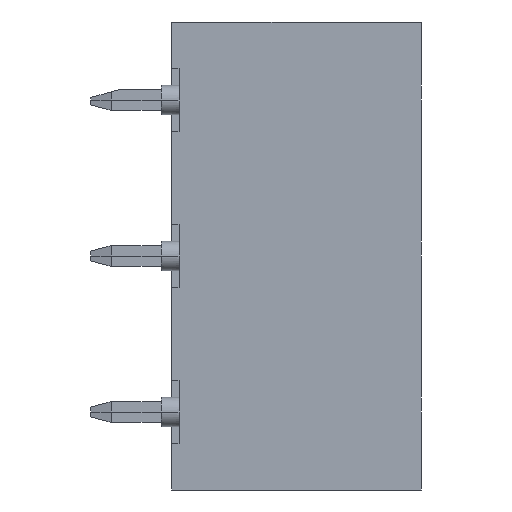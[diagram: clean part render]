
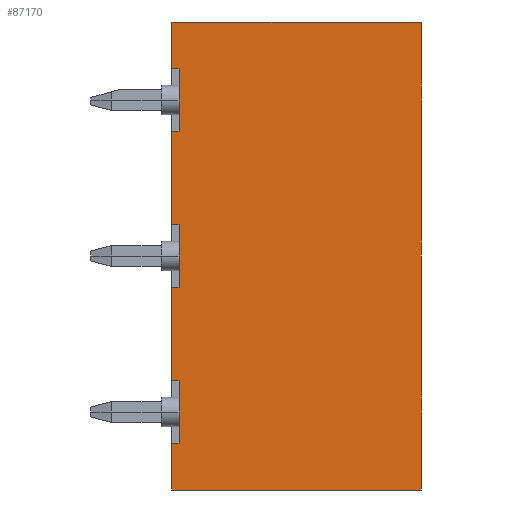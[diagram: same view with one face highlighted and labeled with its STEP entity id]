
A CAD part, front view. The second image highlights one B-rep face of the part: STEP entity #87170.
In plain terms, the highlighted planar face has unit normal (0, -1, 0).
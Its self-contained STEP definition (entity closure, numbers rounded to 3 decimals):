
#60=CARTESIAN_POINT('',(0.,37.773,
   3.75));
#70=DIRECTION('',(1.,0.,
   0.));
#80=VECTOR('',#70,1.);
#90=LINE('',#60,#80);
#100=CARTESIAN_POINT('',(36.627,37.773,
   3.75));
#110=VERTEX_POINT('',#100);
#120=CARTESIAN_POINT('',(48.627,37.773,
   3.75));
#130=VERTEX_POINT('',#120);
#140=EDGE_CURVE('',#110,#130,#90,.T.);
#12650=CARTESIAN_POINT('',(36.977,37.773
   ,-1.5));
#12660=VERTEX_POINT('',#12650);
#12830=CARTESIAN_POINT('',(36.977,37.773
   ,1.5));
#12840=VERTEX_POINT('',#12830);
#12870=CARTESIAN_POINT('',(36.977,37.773
   ,0.));
#12880=DIRECTION('',(0.,0.,
   1.));
#12890=VECTOR('',#12880,1.);
#12900=LINE('',#12870,#12890);
#12910=EDGE_CURVE('',#12660,#12840,#12900,.T.);
#19500=CARTESIAN_POINT('',(36.627,37.773
   ,1.5));
#19510=VERTEX_POINT('',#19500);
#19540=CARTESIAN_POINT('',(0.,37.773
   ,1.5));
#19550=DIRECTION('',(1.,0.,
   0.));
#19560=VECTOR('',#19550,1.);
#19570=LINE('',#19540,#19560);
#19580=EDGE_CURVE('',#19510,#12840,#19570,.T.);
#42580=CARTESIAN_POINT('',(36.977,37.773
   ,-6.));
#42590=VERTEX_POINT('',#42580);
#42620=CARTESIAN_POINT('',(36.977,37.773
   ,-10.));
#42630=DIRECTION('',(0.,0.,
   1.));
#42640=VECTOR('',#42630,1.);
#42650=LINE('',#42620,#42640);
#42660=CARTESIAN_POINT('',(36.977,37.773
   ,-9.));
#42670=VERTEX_POINT('',#42660);
#42680=EDGE_CURVE('',#42670,#42590,#42650,.T.);
#44260=CARTESIAN_POINT('',(0.,37.773
   ,-1.5));
#44270=DIRECTION('',(-1.,0.,
   0.));
#44280=VECTOR('',#44270,1.);
#44290=LINE('',#44260,#44280);
#44300=CARTESIAN_POINT('',(36.627,37.773
   ,-1.5));
#44310=VERTEX_POINT('',#44300);
#44320=EDGE_CURVE('',#12660,#44310,#44290,.T.);
#44600=CARTESIAN_POINT('',(36.627,37.773
   ,-6.));
#44610=VERTEX_POINT('',#44600);
#44640=CARTESIAN_POINT('',(0.,37.773
   ,-6.));
#44650=DIRECTION('',(-1.,0.,
   0.));
#44660=VECTOR('',#44650,1.);
#44670=LINE('',#44640,#44660);
#44680=EDGE_CURVE('',#42590,#44610,#44670,.T.);
#55830=CARTESIAN_POINT('',(48.627,37.773
   ,-18.75));
#55840=VERTEX_POINT('',#55830);
#55870=CARTESIAN_POINT('',(48.627,37.773
   ,-10.));
#55880=DIRECTION('',(0.,0.,
   1.));
#55890=VECTOR('',#55880,1.);
#55900=LINE('',#55870,#55890);
#55910=EDGE_CURVE('',#55840,#130,#55900,.T.);
#58240=CARTESIAN_POINT('',(36.627,37.773
   ,-13.5));
#58250=VERTEX_POINT('',#58240);
#58420=CARTESIAN_POINT('',(36.627,37.773
   ,-16.5));
#58430=VERTEX_POINT('',#58420);
#58460=CARTESIAN_POINT('',(36.627,37.773
   ,-10.));
#58470=DIRECTION('',(0.,0.,
   1.));
#58480=VECTOR('',#58470,1.);
#58490=LINE('',#58460,#58480);
#58500=CARTESIAN_POINT('',(36.627,37.773
   ,-18.75));
#58510=VERTEX_POINT('',#58500);
#58520=EDGE_CURVE('',#58510,#58430,#58490,.T.);
#58690=CARTESIAN_POINT('',(36.627,37.773
   ,0.));
#58700=DIRECTION('',(0.,0.,
   1.));
#58710=VECTOR('',#58700,1.);
#58720=LINE('',#58690,#58710);
#58730=EDGE_CURVE('',#19510,#110,#58720,.T.);
#58780=CARTESIAN_POINT('',(36.627,37.773
   ,0.));
#58790=DIRECTION('',(0.,0.,
   1.));
#58800=VECTOR('',#58790,1.);
#58810=LINE('',#58780,#58800);
#58820=EDGE_CURVE('',#44610,#44310,#58810,.T.);
#58900=CARTESIAN_POINT('',(36.627,37.773
   ,-9.));
#58910=VERTEX_POINT('',#58900);
#58940=CARTESIAN_POINT('',(36.627,37.773
   ,-7.5));
#58950=DIRECTION('',(0.,0.,
   1.));
#58960=VECTOR('',#58950,1.);
#58970=LINE('',#58940,#58960);
#58980=EDGE_CURVE('',#58250,#58910,#58970,.T.);
#76420=CARTESIAN_POINT('',(36.977,37.773
   ,-16.5));
#76430=VERTEX_POINT('',#76420);
#76460=CARTESIAN_POINT('',(0.,37.773
   ,-16.5));
#76470=DIRECTION('',(1.,0.,
   0.));
#76480=VECTOR('',#76470,1.);
#76490=LINE('',#76460,#76480);
#76500=EDGE_CURVE('',#58430,#76430,#76490,.T.);
#86720=CARTESIAN_POINT('',(38.127,37.773
   ,-10.));
#86730=DIRECTION('',(0.,-1.,
   0.));
#86740=DIRECTION('',(-1.,0.,
   0.));
#86750=AXIS2_PLACEMENT_3D('',#86720,#86730,#86740);
#86760=PLANE('',#86750);
#86770=CARTESIAN_POINT('',(0.,37.773
   ,-18.75));
#86780=DIRECTION('',(1.,0.,
   0.));
#86790=VECTOR('',#86780,1.);
#86800=LINE('',#86770,#86790);
#86810=EDGE_CURVE('',#58510,#55840,#86800,.T.);
#86820=ORIENTED_EDGE('',*,*,#86810,.T.);
#86830=ORIENTED_EDGE('',*,*,#58520,.F.);
#86840=ORIENTED_EDGE('',*,*,#76500,.F.);
#86850=CARTESIAN_POINT('',(36.977,37.773
   ,-10.));
#86860=DIRECTION('',(0.,0.,
   1.));
#86870=VECTOR('',#86860,1.);
#86880=LINE('',#86850,#86870);
#86890=CARTESIAN_POINT('',(36.977,37.773
   ,-13.5));
#86900=VERTEX_POINT('',#86890);
#86910=EDGE_CURVE('',#76430,#86900,#86880,.T.);
#86920=ORIENTED_EDGE('',*,*,#86910,.F.);
#86930=CARTESIAN_POINT('',(0.,37.773
   ,-13.5));
#86940=DIRECTION('',(-1.,0.,
   0.));
#86950=VECTOR('',#86940,1.);
#86960=LINE('',#86930,#86950);
#86970=EDGE_CURVE('',#86900,#58250,#86960,.T.);
#86980=ORIENTED_EDGE('',*,*,#86970,.F.);
#86990=ORIENTED_EDGE('',*,*,#58980,.F.);
#87000=CARTESIAN_POINT('',(0.,37.773
   ,-9.));
#87010=DIRECTION('',(-1.,0.,
   0.));
#87020=VECTOR('',#87010,1.);
#87030=LINE('',#87000,#87020);
#87040=EDGE_CURVE('',#42670,#58910,#87030,.T.);
#87050=ORIENTED_EDGE('',*,*,#87040,.T.);
#87060=ORIENTED_EDGE('',*,*,#42680,.F.);
#87070=ORIENTED_EDGE('',*,*,#44680,.F.);
#87080=ORIENTED_EDGE('',*,*,#58820,.F.);
#87090=ORIENTED_EDGE('',*,*,#44320,.T.);
#87100=ORIENTED_EDGE('',*,*,#12910,.F.);
#87110=ORIENTED_EDGE('',*,*,#19580,.T.);
#87120=ORIENTED_EDGE('',*,*,#58730,.F.);
#87130=ORIENTED_EDGE('',*,*,#140,.F.);
#87140=ORIENTED_EDGE('',*,*,#55910,.T.);
#87150=EDGE_LOOP('',(#87140,#87130,#87120,#87110,#87100,#87090,#87080,
   #87070,#87060,#87050,#86990,#86980,#86920,#86840,#86830,#86820));
#87160=FACE_OUTER_BOUND('',#87150,.T.);
#87170=ADVANCED_FACE('',(#87160),#86760,.T.);
